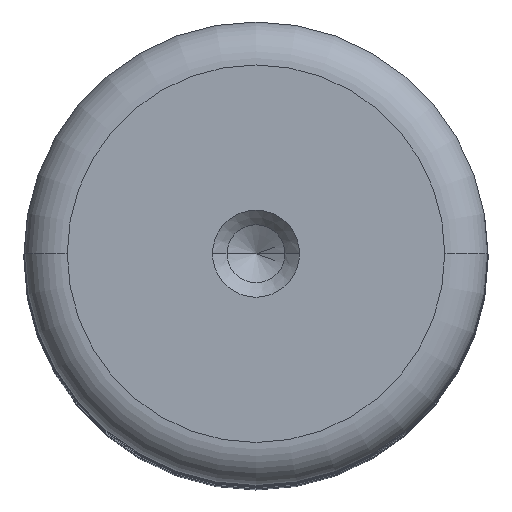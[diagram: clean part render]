
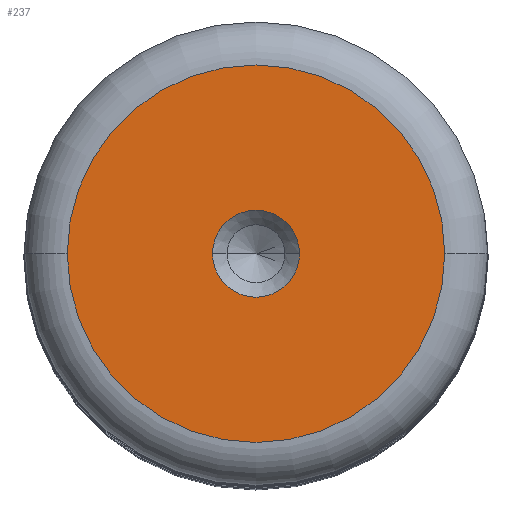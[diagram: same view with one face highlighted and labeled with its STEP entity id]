
A CAD part, top view. The second image highlights one B-rep face of the part: STEP entity #237.
In plain terms, the highlighted planar face has unit normal (0, 0, 1).
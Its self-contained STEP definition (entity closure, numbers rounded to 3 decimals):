
#6 = CARTESIAN_POINT ( 'NONE',  ( 6.511, 0., 80. ) ) ;
#14 = CARTESIAN_POINT ( 'NONE',  ( 0., 0., 80. ) ) ;
#33 = PLANE ( 'NONE',  #1215 ) ;
#49 = DIRECTION ( 'NONE',  ( 0., 0., 1. ) ) ;
#56 = EDGE_CURVE ( 'NONE', #1962, #285, #1371, .T. ) ;
#71 = EDGE_LOOP ( 'NONE', ( #309, #1912 ) ) ;
#150 = DIRECTION ( 'NONE',  ( 1., 0., 0. ) ) ;
#237 = ADVANCED_FACE ( 'NONE', ( #721, #1576 ), #33, .T. ) ;
#239 = CARTESIAN_POINT ( 'NONE',  ( 0., 0., 80. ) ) ;
#278 = VERTEX_POINT ( 'NONE', #1109 ) ;
#279 = CIRCLE ( 'NONE', #765, 1.5 ) ;
#285 = VERTEX_POINT ( 'NONE', #1495 ) ;
#309 = ORIENTED_EDGE ( 'NONE', *, *, #690, .T. ) ;
#379 = DIRECTION ( 'NONE',  ( 0., 0., 1. ) ) ;
#404 = EDGE_CURVE ( 'NONE', #278, #599, #1780, .T. ) ;
#471 = DIRECTION ( 'NONE',  ( 0., 0., 1. ) ) ;
#599 = VERTEX_POINT ( 'NONE', #6 ) ;
#690 = EDGE_CURVE ( 'NONE', #599, #278, #1874, .T. ) ;
#721 = FACE_BOUND ( 'NONE', #1813, .T. ) ;
#765 = AXIS2_PLACEMENT_3D ( 'NONE', #1451, #379, #1647 ) ;
#837 = ORIENTED_EDGE ( 'NONE', *, *, #56, .F. ) ;
#976 = DIRECTION ( 'NONE',  ( 1., 0., 0. ) ) ;
#1050 = CARTESIAN_POINT ( 'NONE',  ( 1.5, 0., 80. ) ) ;
#1109 = CARTESIAN_POINT ( 'NONE',  ( -6.511, 0., 80. ) ) ;
#1131 = CARTESIAN_POINT ( 'NONE',  ( 0., 0., 80. ) ) ;
#1215 = AXIS2_PLACEMENT_3D ( 'NONE', #14, #1871, #1862 ) ;
#1308 = DIRECTION ( 'NONE',  ( 1., 0., 0. ) ) ;
#1330 = CARTESIAN_POINT ( 'NONE',  ( 0., 0., 80. ) ) ;
#1371 = CIRCLE ( 'NONE', #1386, 1.5 ) ;
#1386 = AXIS2_PLACEMENT_3D ( 'NONE', #1330, #1517, #976 ) ;
#1451 = CARTESIAN_POINT ( 'NONE',  ( 0., 0., 80. ) ) ;
#1474 = AXIS2_PLACEMENT_3D ( 'NONE', #1131, #49, #1308 ) ;
#1495 = CARTESIAN_POINT ( 'NONE',  ( -1.5, 0., 80. ) ) ;
#1517 = DIRECTION ( 'NONE',  ( 0., 0., 1. ) ) ;
#1576 = FACE_OUTER_BOUND ( 'NONE', #71, .T. ) ;
#1645 = ORIENTED_EDGE ( 'NONE', *, *, #2317, .F. ) ;
#1647 = DIRECTION ( 'NONE',  ( 1., 0., 0. ) ) ;
#1780 = CIRCLE ( 'NONE', #1963, 6.511 ) ;
#1813 = EDGE_LOOP ( 'NONE', ( #837, #1645 ) ) ;
#1862 = DIRECTION ( 'NONE',  ( 1., 0., 0. ) ) ;
#1871 = DIRECTION ( 'NONE',  ( 0., 0., 1. ) ) ;
#1874 = CIRCLE ( 'NONE', #1474, 6.511 ) ;
#1912 = ORIENTED_EDGE ( 'NONE', *, *, #404, .T. ) ;
#1962 = VERTEX_POINT ( 'NONE', #1050 ) ;
#1963 = AXIS2_PLACEMENT_3D ( 'NONE', #239, #471, #150 ) ;
#2317 = EDGE_CURVE ( 'NONE', #285, #1962, #279, .T. ) ;
